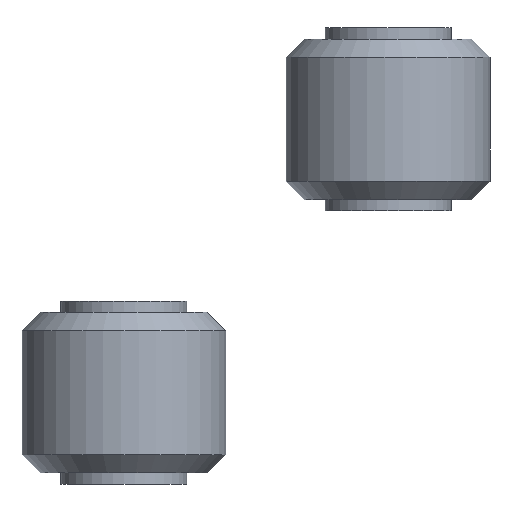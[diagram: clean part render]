
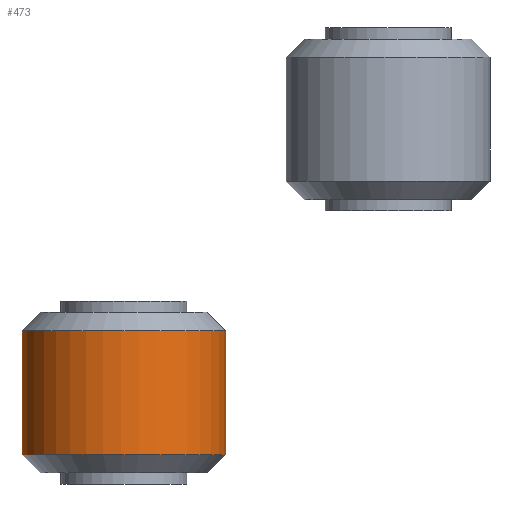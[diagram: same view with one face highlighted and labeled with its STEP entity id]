
A CAD part, front view. The second image highlights one B-rep face of the part: STEP entity #473.
In plain terms, the highlighted cylindrical face has radius 4.45 mm (diameter 8.9 mm), a partial arc.
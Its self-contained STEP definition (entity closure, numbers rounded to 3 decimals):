
#28 = DIRECTION ( 'NONE',  ( 0., 0., 1. ) ) ;
#33 = CYLINDRICAL_SURFACE ( 'NONE', #482, 4.45 ) ;
#46 = CARTESIAN_POINT ( 'NONE',  ( 0., 3.5, 0. ) ) ;
#47 = EDGE_CURVE ( 'NONE', #258, #583, #392, .T. ) ;
#74 = CARTESIAN_POINT ( 'NONE',  ( 0., 3.5, 4.45 ) ) ;
#78 = EDGE_LOOP ( 'NONE', ( #509, #441, #234, #403 ) ) ;
#79 = CARTESIAN_POINT ( 'NONE',  ( 0., 2.7, -4.45 ) ) ;
#118 = DIRECTION ( 'NONE',  ( 0., -1., 0. ) ) ;
#158 = EDGE_CURVE ( 'NONE', #583, #318, #568, .T. ) ;
#169 = EDGE_CURVE ( 'NONE', #318, #605, #282, .T. ) ;
#234 = ORIENTED_EDGE ( 'NONE', *, *, #169, .T. ) ;
#239 = AXIS2_PLACEMENT_3D ( 'NONE', #566, #466, #28 ) ;
#245 = DIRECTION ( 'NONE',  ( 0., 0., -1. ) ) ;
#258 = VERTEX_POINT ( 'NONE', #79 ) ;
#277 = DIRECTION ( 'NONE',  ( 0., -1., 0. ) ) ;
#282 = CIRCLE ( 'NONE', #239, 4.45 ) ;
#318 = VERTEX_POINT ( 'NONE', #386 ) ;
#321 = EDGE_CURVE ( 'NONE', #258, #605, #477, .T. ) ;
#348 = CARTESIAN_POINT ( 'NONE',  ( 0., -2.7, -4.45 ) ) ;
#350 = VECTOR ( 'NONE', #277, 1000. ) ;
#362 = CARTESIAN_POINT ( 'NONE',  ( 0., 2.7, 0. ) ) ;
#377 = AXIS2_PLACEMENT_3D ( 'NONE', #362, #118, #611 ) ;
#386 = CARTESIAN_POINT ( 'NONE',  ( 0., -2.7, 4.45 ) ) ;
#392 = CIRCLE ( 'NONE', #377, 4.45 ) ;
#403 = ORIENTED_EDGE ( 'NONE', *, *, #321, .F. ) ;
#437 = DIRECTION ( 'NONE',  ( 0., -1., 0. ) ) ;
#441 = ORIENTED_EDGE ( 'NONE', *, *, #158, .T. ) ;
#465 = DIRECTION ( 'NONE',  ( 0., -1., 0. ) ) ;
#466 = DIRECTION ( 'NONE',  ( 0., 1., 0. ) ) ;
#473 = ADVANCED_FACE ( 'NONE', ( #514 ), #33, .T. ) ;
#477 = LINE ( 'NONE', #478, #350 ) ;
#478 = CARTESIAN_POINT ( 'NONE',  ( 0., 3.5, -4.45 ) ) ;
#482 = AXIS2_PLACEMENT_3D ( 'NONE', #46, #437, #245 ) ;
#509 = ORIENTED_EDGE ( 'NONE', *, *, #47, .T. ) ;
#514 = FACE_OUTER_BOUND ( 'NONE', #78, .T. ) ;
#535 = VECTOR ( 'NONE', #465, 1000. ) ;
#555 = CARTESIAN_POINT ( 'NONE',  ( 0., 2.7, 4.45 ) ) ;
#566 = CARTESIAN_POINT ( 'NONE',  ( 0., -2.7, 0. ) ) ;
#568 = LINE ( 'NONE', #74, #535 ) ;
#583 = VERTEX_POINT ( 'NONE', #555 ) ;
#605 = VERTEX_POINT ( 'NONE', #348 ) ;
#611 = DIRECTION ( 'NONE',  ( 0., 0., 1. ) ) ;
